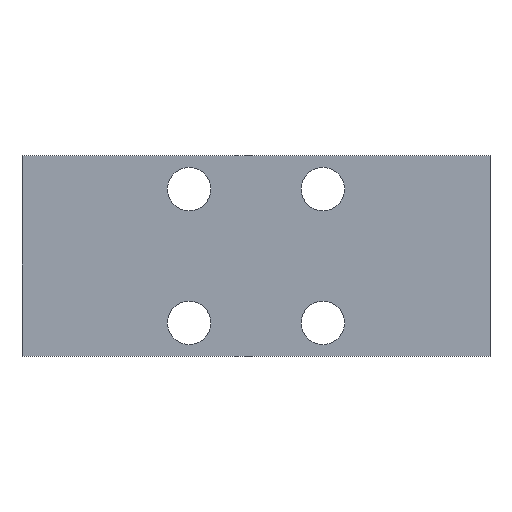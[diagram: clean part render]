
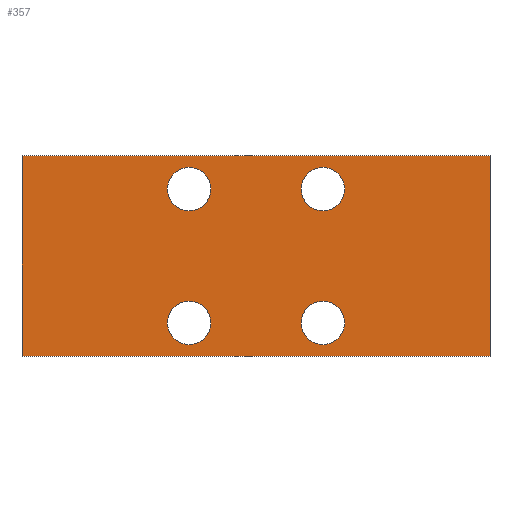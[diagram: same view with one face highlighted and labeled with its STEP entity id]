
A CAD part, top view. The second image highlights one B-rep face of the part: STEP entity #357.
In plain terms, the highlighted planar face has unit normal (0, 0, 1).
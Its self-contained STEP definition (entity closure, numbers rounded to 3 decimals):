
#6 = LINE ( 'NONE', #333, #152 ) ;
#7 = FACE_OUTER_BOUND ( 'NONE', #94, .T. ) ;
#10 = CIRCLE ( 'NONE', #426, 3.25 ) ;
#18 = VECTOR ( 'NONE', #383, 1000. ) ;
#19 = LINE ( 'NONE', #382, #18 ) ;
#29 = LINE ( 'NONE', #441, #38 ) ;
#31 = CIRCLE ( 'NONE', #422, 3.25 ) ;
#38 = VECTOR ( 'NONE', #445, 1000. ) ;
#43 = CIRCLE ( 'NONE', #430, 3.25 ) ;
#46 = CIRCLE ( 'NONE', #427, 3.25 ) ;
#57 = CIRCLE ( 'NONE', #415, 3.25 ) ;
#58 = CIRCLE ( 'NONE', #420, 3.25 ) ;
#62 = CIRCLE ( 'NONE', #419, 3.25 ) ;
#67 = CIRCLE ( 'NONE', #449, 3.25 ) ;
#68 = LINE ( 'NONE', #294, #82 ) ;
#80 = FACE_BOUND ( 'NONE', #87, .T. ) ;
#82 = VECTOR ( 'NONE', #302, 1000. ) ;
#84 = FACE_BOUND ( 'NONE', #95, .T. ) ;
#87 = EDGE_LOOP ( 'NONE', ( #101, #110 ) ) ;
#91 = ORIENTED_EDGE ( 'NONE', *, *, #446, .F. ) ;
#92 = ORIENTED_EDGE ( 'NONE', *, *, #451, .F. ) ;
#93 = ORIENTED_EDGE ( 'NONE', *, *, #456, .F. ) ;
#94 = EDGE_LOOP ( 'NONE', ( #122, #121, #112, #111 ) ) ;
#95 = EDGE_LOOP ( 'NONE', ( #114, #113 ) ) ;
#97 = EDGE_LOOP ( 'NONE', ( #93, #92 ) ) ;
#101 = ORIENTED_EDGE ( 'NONE', *, *, #453, .F. ) ;
#110 = ORIENTED_EDGE ( 'NONE', *, *, #473, .F. ) ;
#111 = ORIENTED_EDGE ( 'NONE', *, *, #447, .T. ) ;
#112 = ORIENTED_EDGE ( 'NONE', *, *, #465, .T. ) ;
#113 = ORIENTED_EDGE ( 'NONE', *, *, #452, .F. ) ;
#114 = ORIENTED_EDGE ( 'NONE', *, *, #480, .F. ) ;
#121 = ORIENTED_EDGE ( 'NONE', *, *, #478, .T. ) ;
#122 = ORIENTED_EDGE ( 'NONE', *, *, #461, .T. ) ;
#123 = ORIENTED_EDGE ( 'NONE', *, *, #476, .F. ) ;
#126 = EDGE_LOOP ( 'NONE', ( #91, #123 ) ) ;
#152 = VECTOR ( 'NONE', #337, 1000. ) ;
#183 = FACE_BOUND ( 'NONE', #126, .T. ) ;
#187 = FACE_BOUND ( 'NONE', #97, .T. ) ;
#195 = VERTEX_POINT ( 'NONE', #225 ) ;
#196 = VERTEX_POINT ( 'NONE', #219 ) ;
#199 = VERTEX_POINT ( 'NONE', #218 ) ;
#203 = VERTEX_POINT ( 'NONE', #227 ) ;
#204 = VERTEX_POINT ( 'NONE', #224 ) ;
#205 = VERTEX_POINT ( 'NONE', #223 ) ;
#210 = VERTEX_POINT ( 'NONE', #235 ) ;
#211 = VERTEX_POINT ( 'NONE', #236 ) ;
#214 = VERTEX_POINT ( 'NONE', #238 ) ;
#215 = VERTEX_POINT ( 'NONE', #237 ) ;
#217 = VERTEX_POINT ( 'NONE', #233 ) ;
#218 = CARTESIAN_POINT ( 'NONE',  ( 6.75, -10., 4. ) ) ;
#219 = CARTESIAN_POINT ( 'NONE',  ( -13.25, -10., 4. ) ) ;
#223 = CARTESIAN_POINT ( 'NONE',  ( 35., 15., 4. ) ) ;
#224 = CARTESIAN_POINT ( 'NONE',  ( -35., -15., 4. ) ) ;
#225 = CARTESIAN_POINT ( 'NONE',  ( -6.75, -10., 4. ) ) ;
#227 = CARTESIAN_POINT ( 'NONE',  ( -35., 15., 4. ) ) ;
#228 = VERTEX_POINT ( 'NONE', #232 ) ;
#232 = CARTESIAN_POINT ( 'NONE',  ( -6.75, 10., 4. ) ) ;
#233 = CARTESIAN_POINT ( 'NONE',  ( 35., -15., 4. ) ) ;
#235 = CARTESIAN_POINT ( 'NONE',  ( 13.25, 10., 4. ) ) ;
#236 = CARTESIAN_POINT ( 'NONE',  ( -13.25, 10., 4. ) ) ;
#237 = CARTESIAN_POINT ( 'NONE',  ( 13.25, -10., 4. ) ) ;
#238 = CARTESIAN_POINT ( 'NONE',  ( 6.75, 10., 4. ) ) ;
#282 = CARTESIAN_POINT ( 'NONE',  ( 0., 0., 4. ) ) ;
#288 = PLANE ( 'NONE',  #498 ) ;
#291 = DIRECTION ( 'NONE',  ( 0., 0., 1. ) ) ;
#292 = DIRECTION ( 'NONE',  ( 1., 0., 0. ) ) ;
#294 = CARTESIAN_POINT ( 'NONE',  ( 35., -15., 4. ) ) ;
#297 = CARTESIAN_POINT ( 'NONE',  ( -10., -10., 4. ) ) ;
#299 = DIRECTION ( 'NONE',  ( 0., 0., 1. ) ) ;
#300 = DIRECTION ( 'NONE',  ( 1., 0., 0. ) ) ;
#302 = DIRECTION ( 'NONE',  ( 0., 1., 0. ) ) ;
#309 = CARTESIAN_POINT ( 'NONE',  ( 10., -10., 4. ) ) ;
#310 = DIRECTION ( 'NONE',  ( 0., 0., 1. ) ) ;
#311 = DIRECTION ( 'NONE',  ( 1., 0., 0. ) ) ;
#312 = CARTESIAN_POINT ( 'NONE',  ( 10., 10., 4. ) ) ;
#313 = DIRECTION ( 'NONE',  ( 0., 0., 1. ) ) ;
#314 = DIRECTION ( 'NONE',  ( 1., 0., 0. ) ) ;
#315 = CARTESIAN_POINT ( 'NONE',  ( -10., 10., 4. ) ) ;
#316 = DIRECTION ( 'NONE',  ( 0., 0., 1. ) ) ;
#317 = DIRECTION ( 'NONE',  ( 1., 0., 0. ) ) ;
#324 = CARTESIAN_POINT ( 'NONE',  ( 10., -10., 4. ) ) ;
#325 = DIRECTION ( 'NONE',  ( 0., 0., 1. ) ) ;
#326 = DIRECTION ( 'NONE',  ( 1., 0., 0. ) ) ;
#333 = CARTESIAN_POINT ( 'NONE',  ( 35., 15., 4. ) ) ;
#337 = DIRECTION ( 'NONE',  ( -1., 0., 0. ) ) ;
#357 = ADVANCED_FACE ( 'NONE', ( #80, #84, #187, #183, #7 ), #288, .T. ) ;
#364 = CARTESIAN_POINT ( 'NONE',  ( -10., 10., 4. ) ) ;
#368 = DIRECTION ( 'NONE',  ( 0., 0., 1. ) ) ;
#369 = DIRECTION ( 'NONE',  ( 1., 0., 0. ) ) ;
#370 = CARTESIAN_POINT ( 'NONE',  ( -10., -10., 4. ) ) ;
#374 = CARTESIAN_POINT ( 'NONE',  ( 10., 10., 4. ) ) ;
#378 = DIRECTION ( 'NONE',  ( 0., 0., 1. ) ) ;
#379 = DIRECTION ( 'NONE',  ( 1., 0., 0. ) ) ;
#382 = CARTESIAN_POINT ( 'NONE',  ( -35., 15., 4. ) ) ;
#383 = DIRECTION ( 'NONE',  ( 0., -1., 0. ) ) ;
#386 = DIRECTION ( 'NONE',  ( 0., 0., 1. ) ) ;
#387 = DIRECTION ( 'NONE',  ( 1., 0., 0. ) ) ;
#415 = AXIS2_PLACEMENT_3D ( 'NONE', #312, #313, #314 ) ;
#419 = AXIS2_PLACEMENT_3D ( 'NONE', #315, #316, #317 ) ;
#420 = AXIS2_PLACEMENT_3D ( 'NONE', #309, #310, #311 ) ;
#422 = AXIS2_PLACEMENT_3D ( 'NONE', #324, #325, #326 ) ;
#426 = AXIS2_PLACEMENT_3D ( 'NONE', #370, #378, #379 ) ;
#427 = AXIS2_PLACEMENT_3D ( 'NONE', #364, #368, #369 ) ;
#430 = AXIS2_PLACEMENT_3D ( 'NONE', #374, #386, #387 ) ;
#441 = CARTESIAN_POINT ( 'NONE',  ( -35., -15., 4. ) ) ;
#445 = DIRECTION ( 'NONE',  ( 1., 0., 0. ) ) ;
#446 = EDGE_CURVE ( 'NONE', #196, #195, #67, .T. ) ;
#447 = EDGE_CURVE ( 'NONE', #217, #205, #68, .T. ) ;
#449 = AXIS2_PLACEMENT_3D ( 'NONE', #297, #299, #300 ) ;
#451 = EDGE_CURVE ( 'NONE', #215, #199, #58, .T. ) ;
#452 = EDGE_CURVE ( 'NONE', #210, #214, #57, .T. ) ;
#453 = EDGE_CURVE ( 'NONE', #211, #228, #62, .T. ) ;
#456 = EDGE_CURVE ( 'NONE', #199, #215, #31, .T. ) ;
#461 = EDGE_CURVE ( 'NONE', #205, #203, #6, .T. ) ;
#465 = EDGE_CURVE ( 'NONE', #204, #217, #29, .T. ) ;
#473 = EDGE_CURVE ( 'NONE', #228, #211, #46, .T. ) ;
#476 = EDGE_CURVE ( 'NONE', #195, #196, #10, .T. ) ;
#478 = EDGE_CURVE ( 'NONE', #203, #204, #19, .T. ) ;
#480 = EDGE_CURVE ( 'NONE', #214, #210, #43, .T. ) ;
#498 = AXIS2_PLACEMENT_3D ( 'NONE', #282, #291, #292 ) ;
